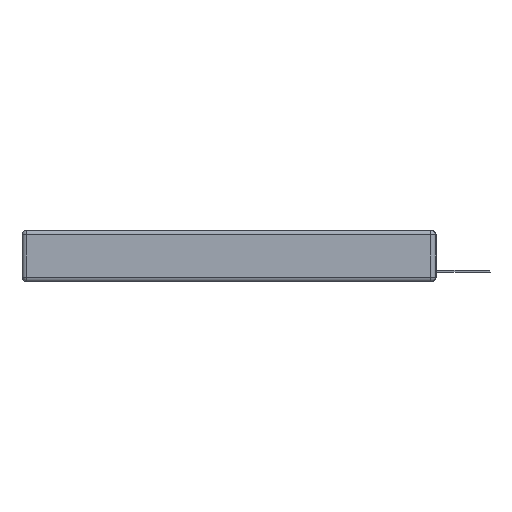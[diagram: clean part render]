
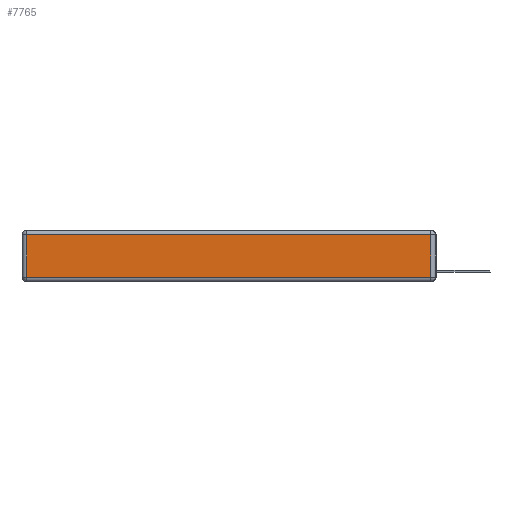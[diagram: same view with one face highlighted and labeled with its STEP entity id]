
A CAD part, left-side view. The second image highlights one B-rep face of the part: STEP entity #7765.
In plain terms, the highlighted planar face has unit normal (-1, 0, 0).
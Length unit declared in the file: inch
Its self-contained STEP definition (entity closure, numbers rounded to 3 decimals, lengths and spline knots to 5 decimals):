
#116 = DIRECTION ( 'NONE',  ( 0., 0., 1. ) ) ;
#227 = VECTOR ( 'NONE', #5489, 39.37008 ) ;
#935 = CARTESIAN_POINT ( 'NONE',  ( 0., 2.72, -0.313 ) ) ;
#1922 = EDGE_CURVE ( 'NONE', #11559, #2088, #15736, .T. ) ;
#2058 = FACE_OUTER_BOUND ( 'NONE', #6644, .T. ) ;
#2088 = VERTEX_POINT ( 'NONE', #13409 ) ;
#2220 = DIRECTION ( 'NONE',  ( 0., 1., 0. ) ) ;
#2476 = ORIENTED_EDGE ( 'NONE', *, *, #13747, .T. ) ;
#2814 = VECTOR ( 'NONE', #116, 39.37008 ) ;
#2851 = DIRECTION ( 'NONE',  ( 0., 0., 1. ) ) ;
#4163 = PLANE ( 'NONE',  #4336 ) ;
#4336 = AXIS2_PLACEMENT_3D ( 'NONE', #10970, #15058, #2851 ) ;
#4827 = LINE ( 'NONE', #11059, #227 ) ;
#5204 = CARTESIAN_POINT ( 'NONE',  ( 0., 0.03, -0.313 ) ) ;
#5489 = DIRECTION ( 'NONE',  ( 0., -1., 0. ) ) ;
#5587 = DIRECTION ( 'NONE',  ( 0., 0., -1. ) ) ;
#5645 = CARTESIAN_POINT ( 'NONE',  ( 0., 0.03, -0.343 ) ) ;
#6073 = CARTESIAN_POINT ( 'NONE',  ( 0., 2.75, -0.03 ) ) ;
#6644 = EDGE_LOOP ( 'NONE', ( #7833, #14255, #14367, #2476 ) ) ;
#7765 = ADVANCED_FACE ( 'NONE', ( #2058 ), #4163, .T. ) ;
#7833 = ORIENTED_EDGE ( 'NONE', *, *, #16360, .T. ) ;
#9171 = LINE ( 'NONE', #5645, #2814 ) ;
#10970 = CARTESIAN_POINT ( 'NONE',  ( 0., 0., -0.343 ) ) ;
#11059 = CARTESIAN_POINT ( 'NONE',  ( 0., 0., -0.313 ) ) ;
#11559 = VERTEX_POINT ( 'NONE', #15256 ) ;
#12090 = LINE ( 'NONE', #15010, #16955 ) ;
#12756 = VERTEX_POINT ( 'NONE', #935 ) ;
#13409 = CARTESIAN_POINT ( 'NONE',  ( 0., 2.72, -0.03 ) ) ;
#13747 = EDGE_CURVE ( 'NONE', #2088, #12756, #12090, .T. ) ;
#14044 = VECTOR ( 'NONE', #2220, 39.37008 ) ;
#14255 = ORIENTED_EDGE ( 'NONE', *, *, #17112, .T. ) ;
#14367 = ORIENTED_EDGE ( 'NONE', *, *, #1922, .T. ) ;
#14767 = VERTEX_POINT ( 'NONE', #5204 ) ;
#15010 = CARTESIAN_POINT ( 'NONE',  ( 0., 2.72, -0.343 ) ) ;
#15058 = DIRECTION ( 'NONE',  ( -1., 0., 0. ) ) ;
#15256 = CARTESIAN_POINT ( 'NONE',  ( 0., 0.03, -0.03 ) ) ;
#15736 = LINE ( 'NONE', #6073, #14044 ) ;
#16360 = EDGE_CURVE ( 'NONE', #12756, #14767, #4827, .T. ) ;
#16955 = VECTOR ( 'NONE', #5587, 39.37008 ) ;
#17112 = EDGE_CURVE ( 'NONE', #14767, #11559, #9171, .T. ) ;
